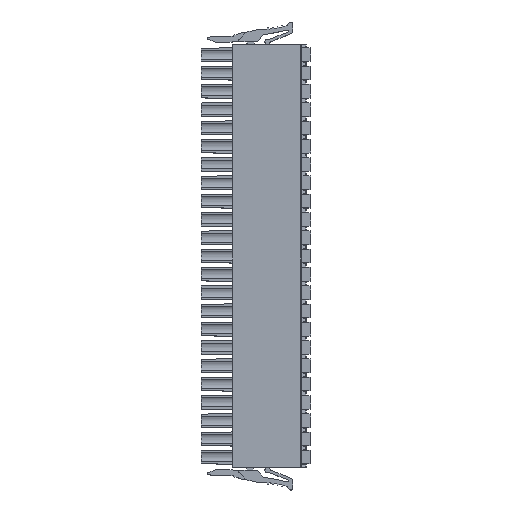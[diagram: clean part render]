
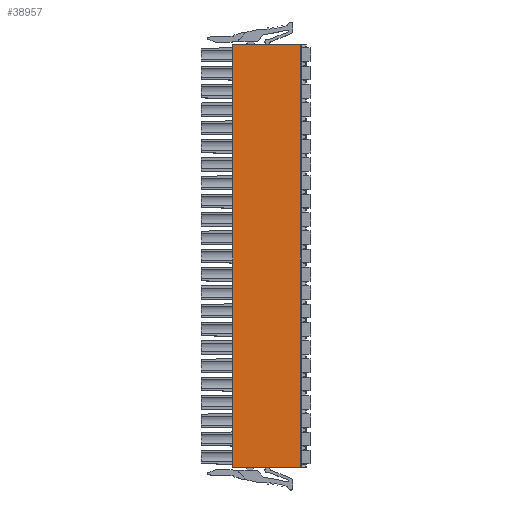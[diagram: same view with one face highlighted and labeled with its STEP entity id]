
A CAD part, top view. The second image highlights one B-rep face of the part: STEP entity #38957.
In plain terms, the highlighted planar face has unit normal (0, 0, 1).
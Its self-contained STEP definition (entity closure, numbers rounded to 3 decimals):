
#9427=DIRECTION('',(0.,1.,0.));
#9428=VECTOR('',#9427,88.02);
#9429=CARTESIAN_POINT('',(7.475,-22.265,3.4));
#9430=LINE('',#9429,#9428);
#9435=DIRECTION('',(0.,1.,0.));
#9436=VECTOR('',#9435,88.02);
#9437=CARTESIAN_POINT('',(-6.625,-22.265,
3.4));
#9438=LINE('',#9437,#9436);
#13036=DIRECTION('',(-1.,0.,0.));
#13037=VECTOR('',#13036,14.1);
#13038=CARTESIAN_POINT('',(7.475,65.755,3.4));
#13039=LINE('',#13038,#13037);
#14292=DIRECTION('',(1.,0.,0.));
#14293=VECTOR('',#14292,14.1);
#14294=CARTESIAN_POINT('',(-6.625,-22.265,
3.4));
#14295=LINE('',#14294,#14293);
#20950=CARTESIAN_POINT('',(-6.625,-22.265,
3.4));
#20951=VERTEX_POINT('',#20950);
#20978=CARTESIAN_POINT('',(7.475,-22.265,
3.4));
#20979=VERTEX_POINT('',#20978);
#26141=CARTESIAN_POINT('',(-6.625,65.755,
3.4));
#26142=VERTEX_POINT('',#26141);
#26143=CARTESIAN_POINT('',(7.475,65.755,3.4));
#26144=VERTEX_POINT('',#26143);
#38943=CARTESIAN_POINT('',(4.299,-14.645,3.4));
#38944=DIRECTION('',(0.,0.,1.));
#38945=DIRECTION('',(-1.,0.,0.));
#38946=AXIS2_PLACEMENT_3D('',#38943,#38944,#38945);
#38947=PLANE('',#38946);
#38949=ORIENTED_EDGE('',*,*,#38948,.T.);
#38951=ORIENTED_EDGE('',*,*,#38950,.F.);
#38952=ORIENTED_EDGE('',*,*,#38933,.F.);
#38954=ORIENTED_EDGE('',*,*,#38953,.F.);
#38955=EDGE_LOOP('',(#38949,#38951,#38952,#38954));
#38956=FACE_OUTER_BOUND('',#38955,.F.);
#38933=EDGE_CURVE('',#20979,#26144,#9430,.T.);
#38948=EDGE_CURVE('',#20951,#26142,#9438,.T.);
#38950=EDGE_CURVE('',#26144,#26142,#13039,.T.);
#38953=EDGE_CURVE('',#20951,#20979,#14295,.T.);
#38957=ADVANCED_FACE('',(#38956),#38947,.T.);
